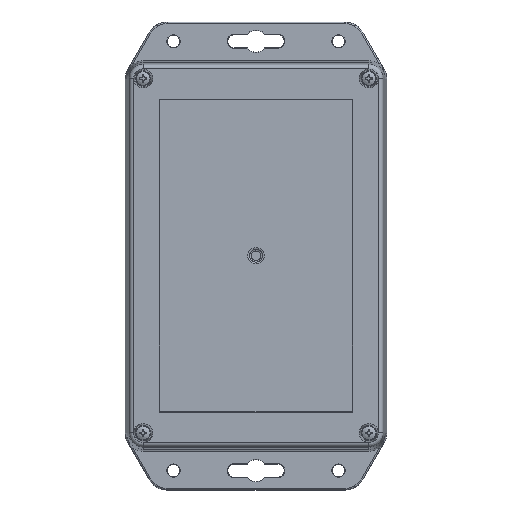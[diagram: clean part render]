
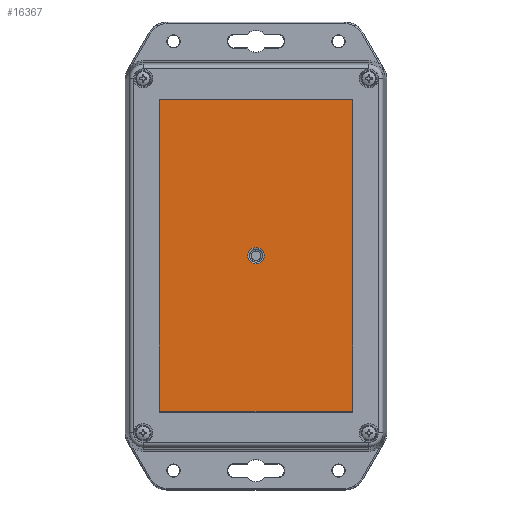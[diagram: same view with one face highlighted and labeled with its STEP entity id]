
A CAD part, top view. The second image highlights one B-rep face of the part: STEP entity #16367.
In plain terms, the highlighted planar face has unit normal (0, 0, 1).
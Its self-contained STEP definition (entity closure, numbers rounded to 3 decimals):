
#486=FACE_BOUND('',#5781,.T.);
#1772=LINE('',#28311,#2958);
#1776=LINE('',#28319,#2962);
#1779=LINE('',#28325,#2965);
#1782=LINE('',#28330,#2968);
#2958=VECTOR('',#20530,10.);
#2962=VECTOR('',#20536,10.);
#2965=VECTOR('',#20541,10.);
#2968=VECTOR('',#20546,10.);
#3995=PLANE('',#17768);
#4723=FACE_OUTER_BOUND('',#5780,.T.);
#5780=EDGE_LOOP('',(#13047,#13048,#13049,#13050));
#5781=EDGE_LOOP('',(#13051));
#6705=CIRCLE('',#17766,3.164);
#7720=VERTEX_POINT('',#28309);
#7721=VERTEX_POINT('',#28310);
#7724=VERTEX_POINT('',#28318);
#7726=VERTEX_POINT('',#28324);
#7731=VERTEX_POINT('',#28402);
#9578=EDGE_CURVE('',#7720,#7721,#1772,.T.);
#9582=EDGE_CURVE('',#7724,#7720,#1776,.T.);
#9585=EDGE_CURVE('',#7726,#7724,#1779,.T.);
#9588=EDGE_CURVE('',#7721,#7726,#1782,.T.);
#9594=EDGE_CURVE('',#7731,#7731,#6705,.T.);
#13047=ORIENTED_EDGE('',*,*,#9582,.F.);
#13048=ORIENTED_EDGE('',*,*,#9585,.F.);
#13049=ORIENTED_EDGE('',*,*,#9588,.F.);
#13050=ORIENTED_EDGE('',*,*,#9578,.F.);
#13051=ORIENTED_EDGE('',*,*,#9594,.F.);
#16367=ADVANCED_FACE('',(#4723,#486),#3995,.T.);
#17766=AXIS2_PLACEMENT_3D('',#28403,#20554,#20555);
#17768=AXIS2_PLACEMENT_3D('',#28405,#20558,#20559);
#20530=DIRECTION('',(0.,1.,0.));
#20536=DIRECTION('',(-1.,0.,0.));
#20541=DIRECTION('',(0.,-1.,0.));
#20546=DIRECTION('',(1.,0.,0.));
#20554=DIRECTION('center_axis',(0.,0.,1.));
#20555=DIRECTION('ref_axis',(-1.,0.,0.));
#20558=DIRECTION('center_axis',(0.,0.,1.));
#20559=DIRECTION('ref_axis',(1.,0.,0.));
#28309=CARTESIAN_POINT('',(-37.4,-60.6,58.9));
#28310=CARTESIAN_POINT('',(-37.4,60.6,58.9));
#28311=CARTESIAN_POINT('',(-37.4,-30.3,58.9));
#28318=CARTESIAN_POINT('',(37.4,-60.6,58.9));
#28319=CARTESIAN_POINT('',(18.7,-60.6,58.9));
#28324=CARTESIAN_POINT('',(37.4,60.6,58.9));
#28325=CARTESIAN_POINT('',(37.4,30.3,58.9));
#28330=CARTESIAN_POINT('',(-18.7,60.6,58.9));
#28402=CARTESIAN_POINT('',(3.164,0.,58.9));
#28403=CARTESIAN_POINT('Origin',(0.,0.,58.9));
#28405=CARTESIAN_POINT('Origin',(0.,0.,
58.9));
